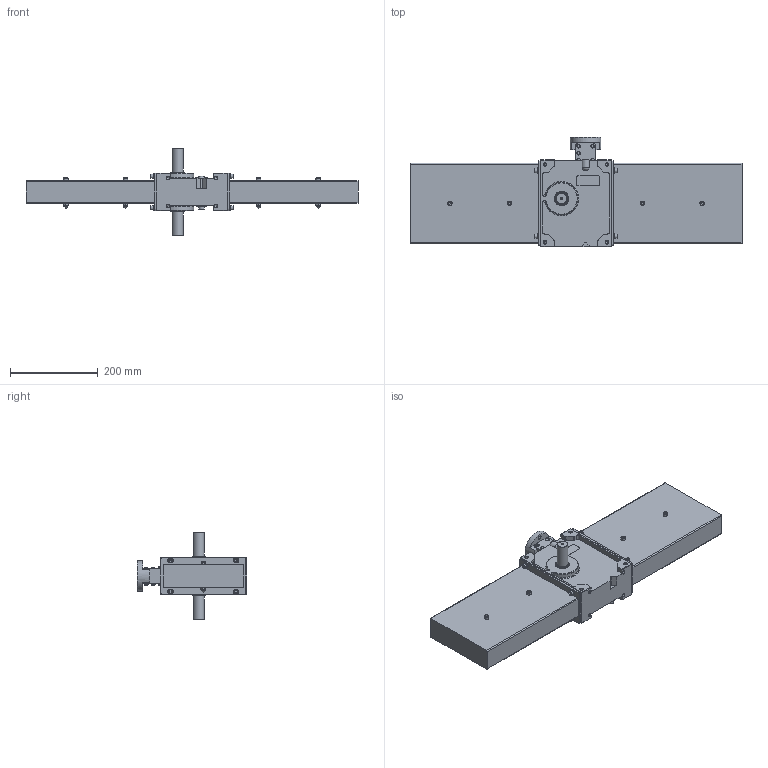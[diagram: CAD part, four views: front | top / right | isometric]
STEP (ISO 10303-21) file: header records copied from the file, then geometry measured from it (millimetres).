
FILE_DESCRIPTION(/* description */ ('STEP AP214'),/* implementation_level */ '2;1');
FILE_NAME(/* name */ 'ZCA45N100ET',/* time_stamp */ '2023-09-15T04:05:48+02:00',/* author */ ('License CC BY-ND 4.0'),/* organization */ ('CADENAS'),/* preprocessor_version */ 'ST-DEVELOPER v19.3',/* originating_system */ 'PARTsolutions',/* authorisation */ ' ');
FILE_SCHEMA (('AUTOMOTIVE_DESIGN {1 0 10303 214 3 1 1}'));
Length unit declared in the file: millimetre
Products named in the file (5): ZCA45N100ET; ZCA45-_ZC+tp; ZCA45100_hr; ZCA45100_hl; ZCA45T_ds+is
Assembly tree (4 placements, depth 2):
  ZCA45N100ET
    ZCA45-_ZC+tp
    ZCA45100_hr
    ZCA45100_hl
    ZCA45T_ds+is
Bounding box: 758 x 250 x 200 mm (x, y, z)
Volume: 8172787.8 mm3; surface area: 533817 mm2
Topology: 4 solids, 4 shells, 767 faces, 1927 edges, 1246 vertices
Faces by surface type: plane 422, cylinder 220, cone 105, torus 14, sphere 6
Full cylindrical faces by diameter (mm): 4.917 x2, 6.647 x22, 7 x3, 8.28 x6, 8.6 x4, 10 x16, 12.2 x4, 12.5 x8, 13 x3, 13.5 x3, 25 x2, 30 x2, 32 x2, 40.24 x2, 52 x2, 54.605 x2, 70 x1
Entity records: 21877 total; most frequent: CARTESIAN_POINT 3978, DIRECTION 3732, ORIENTED_EDGE 3408, EDGE_CURVE 1704, AXIS2_PLACEMENT_3D 1344, VERTEX_POINT 1214, LINE 1044, VECTOR 1044
